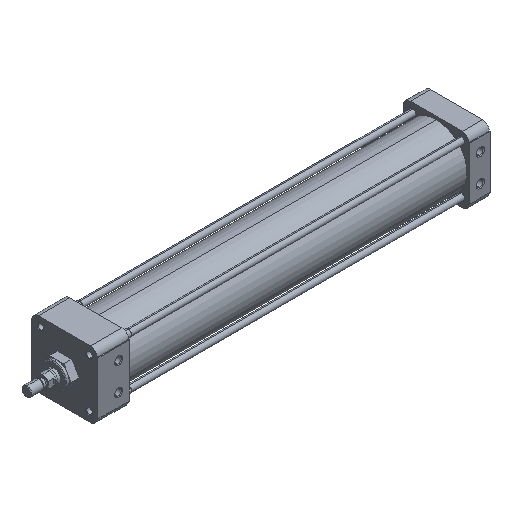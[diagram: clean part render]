
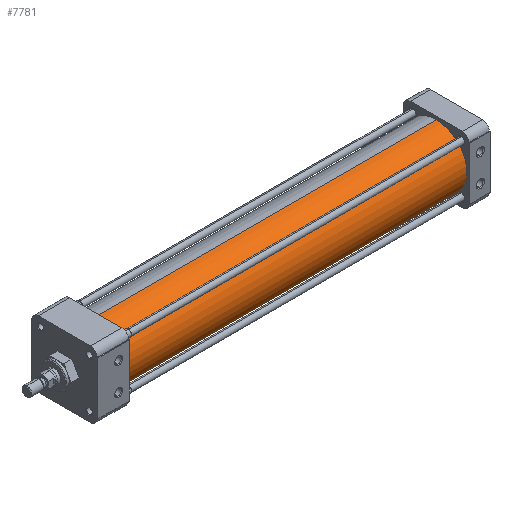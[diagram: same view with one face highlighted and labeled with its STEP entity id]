
A CAD part, isometric view. The second image highlights one B-rep face of the part: STEP entity #7781.
In plain terms, the highlighted cylindrical face has radius 34.925 mm (diameter 69.85 mm), a partial arc.
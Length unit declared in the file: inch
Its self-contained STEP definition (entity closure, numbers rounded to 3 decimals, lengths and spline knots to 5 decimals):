
#448 = DIRECTION ( 'NONE',  ( 1., 0., 0. ) ) ;
#626 = CARTESIAN_POINT ( 'NONE',  ( 1.42, 0., -1.375 ) ) ;
#1055 = CARTESIAN_POINT ( 'NONE',  ( 1.42, 0., 1.375 ) ) ;
#1312 = ORIENTED_EDGE ( 'NONE', *, *, #14568, .T. ) ;
#1520 = CARTESIAN_POINT ( 'NONE',  ( 16.826, 0., -1.375 ) ) ;
#1567 = VERTEX_POINT ( 'NONE', #5377 ) ;
#2711 = CARTESIAN_POINT ( 'NONE',  ( 16.826, 0., 0. ) ) ;
#2754 = DIRECTION ( 'NONE',  ( 0., 0., -1. ) ) ;
#2759 = VERTEX_POINT ( 'NONE', #1055 ) ;
#2861 = DIRECTION ( 'NONE',  ( 1., 0., 0. ) ) ;
#3212 = CYLINDRICAL_SURFACE ( 'NONE', #11358, 1.375 ) ;
#3250 = VECTOR ( 'NONE', #6858, 39.37008 ) ;
#3518 = CARTESIAN_POINT ( 'NONE',  ( 16.826, 0., -1.375 ) ) ;
#3646 = AXIS2_PLACEMENT_3D ( 'NONE', #13398, #6673, #14534 ) ;
#3958 = VERTEX_POINT ( 'NONE', #626 ) ;
#4243 = ORIENTED_EDGE ( 'NONE', *, *, #6575, .F. ) ;
#4265 = AXIS2_PLACEMENT_3D ( 'NONE', #9586, #2861, #10728 ) ;
#4519 = ORIENTED_EDGE ( 'NONE', *, *, #13241, .T. ) ;
#5377 = CARTESIAN_POINT ( 'NONE',  ( 16.826, 0., 1.375 ) ) ;
#6086 = LINE ( 'NONE', #10140, #14356 ) ;
#6179 = ORIENTED_EDGE ( 'NONE', *, *, #7514, .T. ) ;
#6201 = LINE ( 'NONE', #3518, #3250 ) ;
#6575 = EDGE_CURVE ( 'NONE', #2759, #1567, #6086, .T. ) ;
#6623 = CIRCLE ( 'NONE', #4265, 1.375 ) ;
#6673 = DIRECTION ( 'NONE',  ( -1., 0., 0. ) ) ;
#6858 = DIRECTION ( 'NONE',  ( 1., 0., 0. ) ) ;
#7514 = EDGE_CURVE ( 'NONE', #3958, #11451, #6201, .T. ) ;
#7781 = ADVANCED_FACE ( 'NONE', ( #10568 ), #3212, .T. ) ;
#9586 = CARTESIAN_POINT ( 'NONE',  ( 1.42, 0., 0. ) ) ;
#10140 = CARTESIAN_POINT ( 'NONE',  ( 16.826, 0., 1.375 ) ) ;
#10271 = CIRCLE ( 'NONE', #3646, 1.375 ) ;
#10568 = FACE_OUTER_BOUND ( 'NONE', #10980, .T. ) ;
#10728 = DIRECTION ( 'NONE',  ( 0., 0., -1. ) ) ;
#10980 = EDGE_LOOP ( 'NONE', ( #4243, #1312, #6179, #4519 ) ) ;
#11267 = DIRECTION ( 'NONE',  ( 1., 0., 0. ) ) ;
#11358 = AXIS2_PLACEMENT_3D ( 'NONE', #2711, #448, #2754 ) ;
#11451 = VERTEX_POINT ( 'NONE', #1520 ) ;
#13241 = EDGE_CURVE ( 'NONE', #11451, #1567, #10271, .T. ) ;
#13398 = CARTESIAN_POINT ( 'NONE',  ( 16.826, 0., 0. ) ) ;
#14356 = VECTOR ( 'NONE', #11267, 39.37008 ) ;
#14534 = DIRECTION ( 'NONE',  ( 0., 0., -1. ) ) ;
#14568 = EDGE_CURVE ( 'NONE', #2759, #3958, #6623, .T. ) ;
